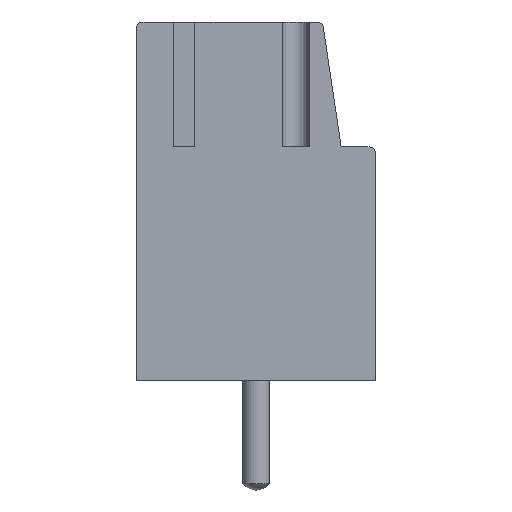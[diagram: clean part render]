
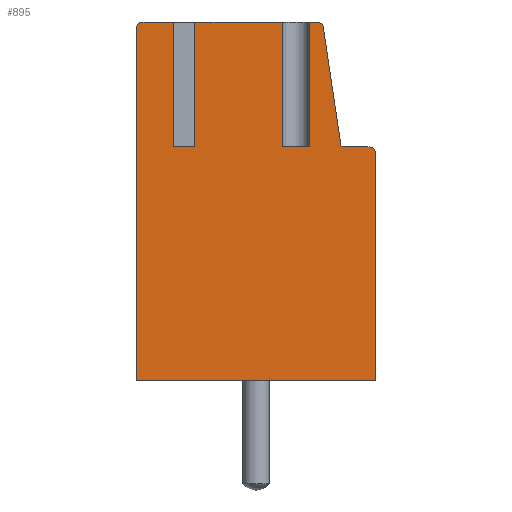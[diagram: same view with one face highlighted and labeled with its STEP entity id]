
A CAD part, left-side view. The second image highlights one B-rep face of the part: STEP entity #895.
In plain terms, the highlighted planar face has unit normal (-1, 0, 0).
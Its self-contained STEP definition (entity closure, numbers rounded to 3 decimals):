
#895=ADVANCED_FACE('',(#3200),#3202,.T.);
#3200=FACE_BOUND('',#3201,.T.);
#3201=EDGE_LOOP('',(#5160,#5161,#5162,#5163,#5164,#5165,#5166,#5167,#5168,#5169,
#5170,#5171,#5172,#5173,#5174,#5175,#5176));
#3202=PLANE('',#3203);
#3203=AXIS2_PLACEMENT_3D('',#3204,#3205,#3206);
#3204=CARTESIAN_POINT('',(-2.5,0.,0.));
#3205=DIRECTION('',(-1.,0.,0.));
#3206=DIRECTION('',(0.,0.,-1.));
#5160=ORIENTED_EDGE('',*,*,#6391,.T.);
#5161=ORIENTED_EDGE('',*,*,#6240,.T.);
#5162=ORIENTED_EDGE('',*,*,#6390,.T.);
#5163=ORIENTED_EDGE('',*,*,#6392,.T.);
#5164=ORIENTED_EDGE('',*,*,#6393,.T.);
#5165=ORIENTED_EDGE('',*,*,#6309,.T.);
#5166=ORIENTED_EDGE('',*,*,#6394,.T.);
#5167=ORIENTED_EDGE('',*,*,#6395,.T.);
#5168=ORIENTED_EDGE('',*,*,#6396,.T.);
#5169=ORIENTED_EDGE('',*,*,#6397,.T.);
#5170=ORIENTED_EDGE('',*,*,#6246,.T.);
#5171=ORIENTED_EDGE('',*,*,#6398,.T.);
#5172=ORIENTED_EDGE('',*,*,#6399,.T.);
#5173=ORIENTED_EDGE('',*,*,#6400,.T.);
#5174=ORIENTED_EDGE('',*,*,#6244,.T.);
#5175=ORIENTED_EDGE('',*,*,#6401,.T.);
#5176=ORIENTED_EDGE('',*,*,#6402,.T.);
#6240=EDGE_CURVE('',#6977,#6975,#6978,.T.);
#6244=EDGE_CURVE('',#6985,#6983,#6986,.T.);
#6246=EDGE_CURVE('',#6989,#6987,#6990,.T.);
#6309=EDGE_CURVE('',#7107,#7105,#7108,.T.);
#6390=EDGE_CURVE('',#6975,#7244,#7246,.T.);
#6391=EDGE_CURVE('',#7247,#6977,#7248,.F.);
#6392=EDGE_CURVE('',#7244,#7249,#7250,.T.);
#6393=EDGE_CURVE('',#7249,#7107,#7251,.T.);
#6394=EDGE_CURVE('',#7105,#7252,#7253,.T.);
#6395=EDGE_CURVE('',#7252,#7254,#7255,.T.);
#6396=EDGE_CURVE('',#7254,#7256,#7257,.T.);
#6397=EDGE_CURVE('',#7256,#6989,#7258,.T.);
#6398=EDGE_CURVE('',#6987,#7259,#7260,.F.);
#6399=EDGE_CURVE('',#7259,#7261,#7262,.T.);
#6400=EDGE_CURVE('',#7261,#6985,#7263,.T.);
#6401=EDGE_CURVE('',#6983,#7264,#7265,.F.);
#6402=EDGE_CURVE('',#7264,#7247,#7266,.T.);
#6975=VERTEX_POINT('',#8218);
#6977=VERTEX_POINT('',#8222);
#6978=LINE('',#8223,#8224);
#6983=VERTEX_POINT('',#8234);
#6985=VERTEX_POINT('',#8238);
#6986=LINE('',#8239,#8240);
#6987=VERTEX_POINT('',#8242);
#6989=VERTEX_POINT('',#8247);
#6990=LINE('',#8248,#8249);
#7105=VERTEX_POINT('',#8501);
#7107=VERTEX_POINT('',#8505);
#7108=LINE('',#8506,#8507);
#7244=VERTEX_POINT('',#8811);
#7246=CIRCLE('',#8815,0.25);
#7247=VERTEX_POINT('',#8819);
#7248=LINE('',#8820,#8821);
#7249=VERTEX_POINT('',#8823);
#7250=LINE('',#8824,#8825);
#7251=LINE('',#8827,#8828);
#7252=VERTEX_POINT('',#8830);
#7253=CIRCLE('',#8831,0.25);
#7254=VERTEX_POINT('',#8835);
#7255=LINE('',#8836,#8837);
#7256=VERTEX_POINT('',#8839);
#7257=LINE('',#8840,#8841);
#7258=CIRCLE('',#8843,0.25);
#7259=VERTEX_POINT('',#8847);
#7260=LINE('',#8848,#8849);
#7261=VERTEX_POINT('',#8851);
#7262=LINE('',#8852,#8853);
#7263=LINE('',#8855,#8856);
#7264=VERTEX_POINT('',#8858);
#7265=LINE('',#8859,#8860);
#7266=LINE('',#8862,#8863);
#8218=CARTESIAN_POINT('',(-2.5,4.25,13.5));
#8222=CARTESIAN_POINT('',(-2.5,3.1,13.5));
#8223=CARTESIAN_POINT('',(-2.5,3.1,13.5));
#8224=VECTOR('',#8225,1.);
#8225=DIRECTION('',(0.,1.,0.));
#8234=CARTESIAN_POINT('',(-2.5,2.3,13.5));
#8238=CARTESIAN_POINT('',(-2.5,-1.,13.5));
#8239=CARTESIAN_POINT('',(-2.5,-1.,13.5));
#8240=VECTOR('',#8241,1.);
#8241=DIRECTION('',(0.,1.,0.));
#8242=CARTESIAN_POINT('',(-2.5,-2.,13.5));
#8247=CARTESIAN_POINT('',(-2.5,-2.284,13.5));
#8248=CARTESIAN_POINT('',(-2.5,-2.284,13.5));
#8249=VECTOR('',#8250,1.);
#8250=DIRECTION('',(0.,1.,0.));
#8501=CARTESIAN_POINT('',(-2.5,-4.5,8.55));
#8505=CARTESIAN_POINT('',(-2.5,-4.5,0.));
#8506=CARTESIAN_POINT('',(-2.5,-4.5,0.));
#8507=VECTOR('',#8508,1.);
#8508=DIRECTION('',(0.,0.,1.));
#8811=CARTESIAN_POINT('',(-2.5,4.5,13.25));
#8815=AXIS2_PLACEMENT_3D('',#8816,#8817,#8818);
#8816=CARTESIAN_POINT('',(-2.5,4.25,13.25));
#8817=DIRECTION('',(-1.,-0.,-0.));
#8818=DIRECTION('',(0.,0.,1.));
#8819=CARTESIAN_POINT('',(-2.5,3.1,8.8));
#8820=CARTESIAN_POINT('',(-2.5,3.1,13.5));
#8821=VECTOR('',#8822,1.);
#8822=DIRECTION('',(0.,0.,-1.));
#8823=CARTESIAN_POINT('',(-2.5,4.5,0.));
#8824=CARTESIAN_POINT('',(-2.5,4.5,13.25));
#8825=VECTOR('',#8826,1.);
#8826=DIRECTION('',(0.,0.,-1.));
#8827=CARTESIAN_POINT('',(-2.5,4.5,0.));
#8828=VECTOR('',#8829,1.);
#8829=DIRECTION('',(0.,-1.,0.));
#8830=CARTESIAN_POINT('',(-2.5,-4.25,8.8));
#8831=AXIS2_PLACEMENT_3D('',#8832,#8833,#8834);
#8832=CARTESIAN_POINT('',(-2.5,-4.25,8.55));
#8833=DIRECTION('',(-1.,-0.,-0.));
#8834=DIRECTION('',(0.,-1.,0.));
#8835=CARTESIAN_POINT('',(-2.5,-3.2,8.8));
#8836=CARTESIAN_POINT('',(-2.5,-4.25,8.8));
#8837=VECTOR('',#8838,1.);
#8838=DIRECTION('',(0.,1.,0.));
#8839=CARTESIAN_POINT('',(-2.5,-2.532,13.287));
#8840=CARTESIAN_POINT('',(-2.5,-3.2,8.8));
#8841=VECTOR('',#8842,1.);
#8842=DIRECTION('',(0.,0.147,0.989));
#8843=AXIS2_PLACEMENT_3D('',#8844,#8845,#8846);
#8844=CARTESIAN_POINT('',(-2.5,-2.284,13.25));
#8845=DIRECTION('',(-1.,-0.,-0.));
#8846=DIRECTION('',(0.,-0.989,0.147));
#8847=CARTESIAN_POINT('',(-2.5,-2.,8.8));
#8848=CARTESIAN_POINT('',(-2.5,-2.,8.8));
#8849=VECTOR('',#8850,1.);
#8850=DIRECTION('',(0.,0.,1.));
#8851=CARTESIAN_POINT('',(-2.5,-1.,8.8));
#8852=CARTESIAN_POINT('',(-2.5,-2.,8.8));
#8853=VECTOR('',#8854,1.);
#8854=DIRECTION('',(0.,1.,0.));
#8855=CARTESIAN_POINT('',(-2.5,-1.,8.8));
#8856=VECTOR('',#8857,1.);
#8857=DIRECTION('',(0.,0.,1.));
#8858=CARTESIAN_POINT('',(-2.5,2.3,8.8));
#8859=CARTESIAN_POINT('',(-2.5,2.3,8.8));
#8860=VECTOR('',#8861,1.);
#8861=DIRECTION('',(0.,0.,1.));
#8862=CARTESIAN_POINT('',(-2.5,2.3,8.8));
#8863=VECTOR('',#8864,1.);
#8864=DIRECTION('',(0.,1.,0.));
